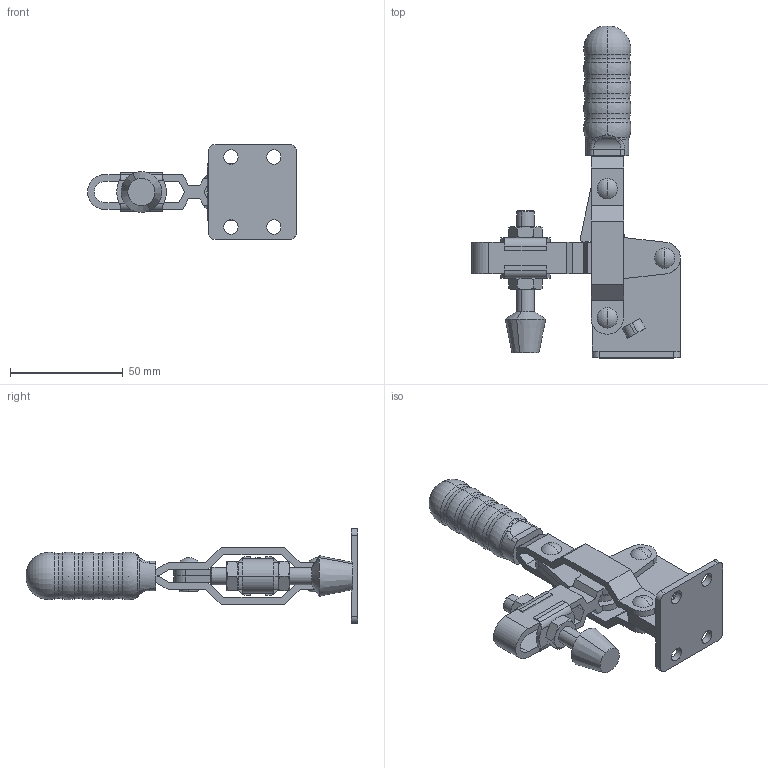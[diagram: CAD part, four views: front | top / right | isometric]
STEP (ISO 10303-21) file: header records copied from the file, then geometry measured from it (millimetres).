
FILE_DESCRIPTION (( 'STEP AP214' ), '1' );
FILE_NAME ('GH-101-D(Â²¤Æ).STEP', '2020-05-04T07:09:45', ( 'LinWei' ), ( '' ), 'SwSTEP 2.0', 'SolidWorks 2016', '' );
FILE_SCHEMA (( 'AUTOMOTIVE_DESIGN' ));
Length unit declared in the file: millimetre
Products named in the file (6): Group6^GH-101-D(簡化); Group5^GH-101-D(簡化); Group4^GH-101-D(簡化); Group3^GH-101-D(簡化); Group2^GH-101-D(簡化); GH-101-D(簡化)
Assembly tree (5 placements, depth 2):
  GH-101-D(簡化)
    Group2^GH-101-D(簡化)
    Group3^GH-101-D(簡化)
    Group4^GH-101-D(簡化)
    Group5^GH-101-D(簡化)
    Group6^GH-101-D(簡化)
Bounding box: 92.5 x 147 x 42 mm (x, y, z)
Volume: 58404.1 mm3; surface area: 30912.8 mm2
Topology: 5 solids, 5 shells, 333 faces, 843 edges, 525 vertices
Faces by surface type: plane 138, cylinder 97, torus 36, cone 30, sphere 16, bspline 16
Entity records: 12103 total; most frequent: CARTESIAN_POINT 2565, DIRECTION 1704, ORIENTED_EDGE 1634, EDGE_CURVE 817, AXIS2_PLACEMENT_3D 660, VERTEX_POINT 513, VECTOR 384, LINE 384
